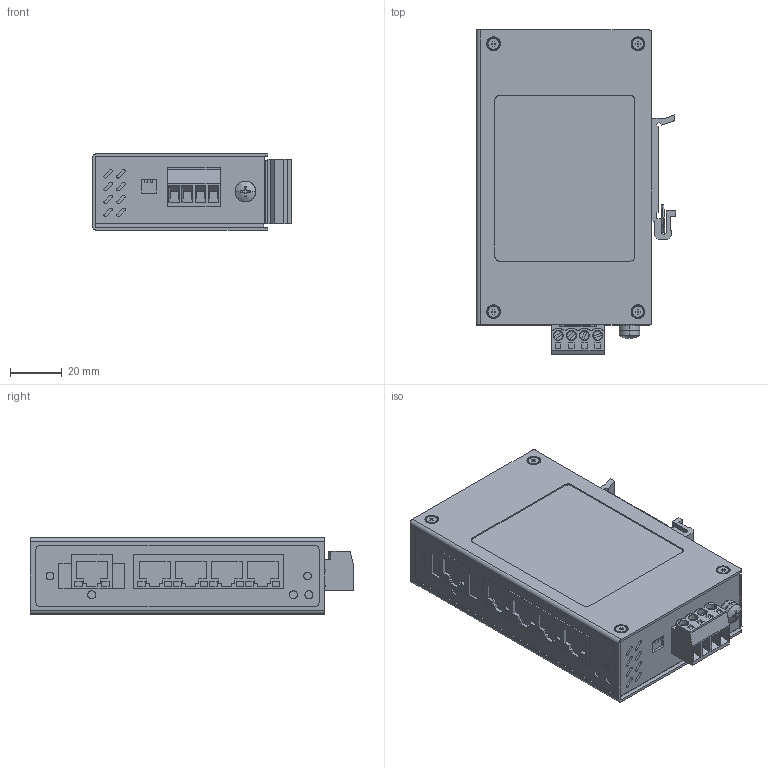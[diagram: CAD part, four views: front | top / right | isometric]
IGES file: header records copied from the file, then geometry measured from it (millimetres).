
Start section: SolidWorks IGES file using analytic representation for surfaces
Global section: file name: SX5E_HU055B.IGS; native system: SolidWorks 2014; preprocessor: SolidWorks 2014; author: 1002813; date: 170828.161001; units: millimetre
Bounding box: 77.4 x 125.75 x 29.6 mm (x, y, z)
Surface area: 39136.6 mm2 (no closed solid volume)
Topology: 0 solids, 0 shells, 984 faces, 8624 edges, 8624 vertices
Faces by surface type: bspline 707, revolution 277
